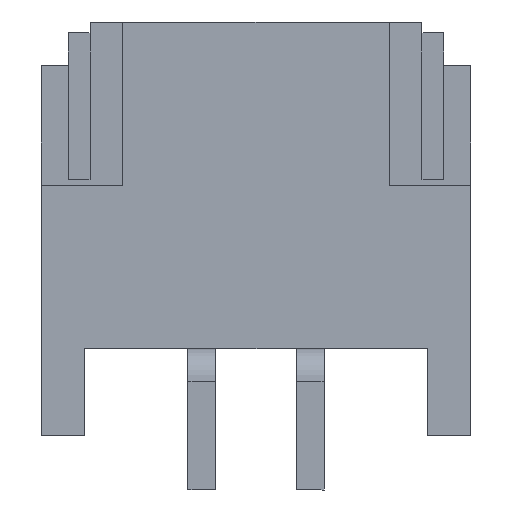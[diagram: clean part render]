
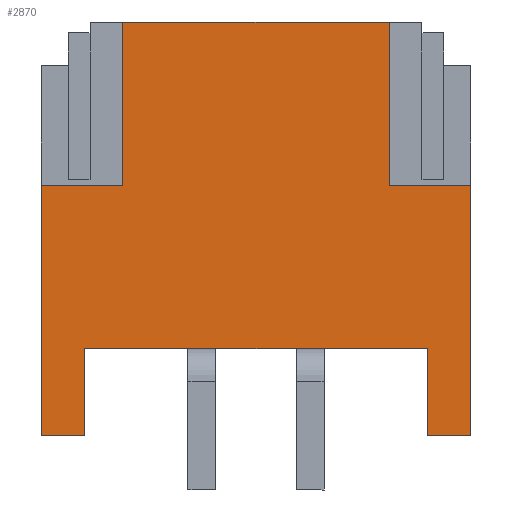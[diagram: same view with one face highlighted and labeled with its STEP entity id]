
A CAD part, front view. The second image highlights one B-rep face of the part: STEP entity #2870.
In plain terms, the highlighted planar face has unit normal (0, -1, 0).
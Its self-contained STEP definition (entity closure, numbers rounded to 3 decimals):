
#6 = EDGE_CURVE ( 'NONE', #3458, #2784, #1638, .T. ) ;
#61 = DIRECTION ( 'NONE',  ( 0., 0., 1. ) ) ;
#96 = CARTESIAN_POINT ( 'NONE',  ( -3.95, 0., -3.3 ) ) ;
#101 = VECTOR ( 'NONE', #1053, 1000. ) ;
#213 = CARTESIAN_POINT ( 'NONE',  ( -3.95, 0., -3.3 ) ) ;
#223 = DIRECTION ( 'NONE',  ( 0., 0., -1. ) ) ;
#230 = ORIENTED_EDGE ( 'NONE', *, *, #3121, .T. ) ;
#286 = CARTESIAN_POINT ( 'NONE',  ( 2.45, 0., 1.3 ) ) ;
#305 = DIRECTION ( 'NONE',  ( 0., 0., 1. ) ) ;
#315 = CARTESIAN_POINT ( 'NONE',  ( -3.95, 0., -3.3 ) ) ;
#425 = EDGE_LOOP ( 'NONE', ( #1989, #3168, #1133, #3198, #230, #1139, #2630, #575, #1245, #2593, #2694, #2199 ) ) ;
#434 = LINE ( 'NONE', #315, #761 ) ;
#535 = LINE ( 'NONE', #3499, #664 ) ;
#575 = ORIENTED_EDGE ( 'NONE', *, *, #696, .T. ) ;
#645 = VERTEX_POINT ( 'NONE', #3194 ) ;
#664 = VECTOR ( 'NONE', #223, 1000. ) ;
#692 = VERTEX_POINT ( 'NONE', #1209 ) ;
#696 = EDGE_CURVE ( 'NONE', #1712, #2999, #2181, .T. ) ;
#761 = VECTOR ( 'NONE', #1690, 1000. ) ;
#813 = EDGE_CURVE ( 'NONE', #2805, #992, #1408, .T. ) ;
#860 = CARTESIAN_POINT ( 'NONE',  ( 3.95, 0., 1.3 ) ) ;
#902 = DIRECTION ( 'NONE',  ( 0., 0., -1. ) ) ;
#992 = VERTEX_POINT ( 'NONE', #2358 ) ;
#1008 = FACE_OUTER_BOUND ( 'NONE', #425, .T. ) ;
#1027 = LINE ( 'NONE', #1979, #2793 ) ;
#1053 = DIRECTION ( 'NONE',  ( 0., 0., -1. ) ) ;
#1097 = LINE ( 'NONE', #2638, #3205 ) ;
#1117 = EDGE_CURVE ( 'NONE', #2714, #2779, #535, .T. ) ;
#1133 = ORIENTED_EDGE ( 'NONE', *, *, #1117, .T. ) ;
#1139 = ORIENTED_EDGE ( 'NONE', *, *, #1666, .T. ) ;
#1144 = VECTOR ( 'NONE', #2659, 1000. ) ;
#1209 = CARTESIAN_POINT ( 'NONE',  ( -3.95, 0., -3.3 ) ) ;
#1219 = CARTESIAN_POINT ( 'NONE',  ( -3.95, 0., -1.7 ) ) ;
#1245 = ORIENTED_EDGE ( 'NONE', *, *, #2167, .T. ) ;
#1408 = LINE ( 'NONE', #96, #1959 ) ;
#1451 = CARTESIAN_POINT ( 'NONE',  ( -3.95, 0., 1.3 ) ) ;
#1476 = DIRECTION ( 'NONE',  ( 0., 0., -1. ) ) ;
#1484 = EDGE_CURVE ( 'NONE', #645, #1712, #1684, .T. ) ;
#1527 = DIRECTION ( 'NONE',  ( 0., 0., 1. ) ) ;
#1571 = CARTESIAN_POINT ( 'NONE',  ( -3.95, 0., 1.3 ) ) ;
#1625 = EDGE_CURVE ( 'NONE', #992, #3458, #1027, .T. ) ;
#1638 = LINE ( 'NONE', #1451, #3017 ) ;
#1666 = EDGE_CURVE ( 'NONE', #692, #645, #434, .T. ) ;
#1684 = LINE ( 'NONE', #3048, #2704 ) ;
#1690 = DIRECTION ( 'NONE',  ( 1., 0., 0. ) ) ;
#1706 = AXIS2_PLACEMENT_3D ( 'NONE', #1726, #1737, #1476 ) ;
#1712 = VERTEX_POINT ( 'NONE', #1957 ) ;
#1714 = CARTESIAN_POINT ( 'NONE',  ( 2.45, 0., 4.3 ) ) ;
#1726 = CARTESIAN_POINT ( 'NONE',  ( -3.95, 0., -3.3 ) ) ;
#1737 = DIRECTION ( 'NONE',  ( 0., -1., 0. ) ) ;
#1926 = CARTESIAN_POINT ( 'NONE',  ( -2.45, 0., 4.3 ) ) ;
#1943 = EDGE_CURVE ( 'NONE', #2122, #2714, #2104, .T. ) ;
#1957 = CARTESIAN_POINT ( 'NONE',  ( -3.15, 0., -1.7 ) ) ;
#1959 = VECTOR ( 'NONE', #2840, 1000. ) ;
#1977 = DIRECTION ( 'NONE',  ( -1., 0., 0. ) ) ;
#1979 = CARTESIAN_POINT ( 'NONE',  ( 3.95, 0., -3.3 ) ) ;
#1989 = ORIENTED_EDGE ( 'NONE', *, *, #2922, .T. ) ;
#2010 = VECTOR ( 'NONE', #1977, 1000. ) ;
#2054 = VECTOR ( 'NONE', #902, 1000. ) ;
#2104 = LINE ( 'NONE', #3325, #2010 ) ;
#2122 = VERTEX_POINT ( 'NONE', #1714 ) ;
#2167 = EDGE_CURVE ( 'NONE', #2999, #2805, #2526, .T. ) ;
#2181 = LINE ( 'NONE', #1219, #3370 ) ;
#2199 = ORIENTED_EDGE ( 'NONE', *, *, #6, .T. ) ;
#2260 = LINE ( 'NONE', #1571, #1144 ) ;
#2358 = CARTESIAN_POINT ( 'NONE',  ( 3.95, 0., -3.3 ) ) ;
#2404 = EDGE_CURVE ( 'NONE', #2779, #3073, #2260, .T. ) ;
#2471 = CARTESIAN_POINT ( 'NONE',  ( 3.15, 0., -3.3 ) ) ;
#2509 = CARTESIAN_POINT ( 'NONE',  ( -2.45, 0., 1.3 ) ) ;
#2526 = LINE ( 'NONE', #2806, #2054 ) ;
#2548 = DIRECTION ( 'NONE',  ( -1., 0., 0. ) ) ;
#2593 = ORIENTED_EDGE ( 'NONE', *, *, #813, .T. ) ;
#2630 = ORIENTED_EDGE ( 'NONE', *, *, #1484, .T. ) ;
#2638 = CARTESIAN_POINT ( 'NONE',  ( 2.45, 0., -3.3 ) ) ;
#2659 = DIRECTION ( 'NONE',  ( -1., 0., 0. ) ) ;
#2694 = ORIENTED_EDGE ( 'NONE', *, *, #1625, .T. ) ;
#2704 = VECTOR ( 'NONE', #305, 1000. ) ;
#2714 = VERTEX_POINT ( 'NONE', #1926 ) ;
#2779 = VERTEX_POINT ( 'NONE', #2509 ) ;
#2784 = VERTEX_POINT ( 'NONE', #286 ) ;
#2793 = VECTOR ( 'NONE', #61, 1000. ) ;
#2805 = VERTEX_POINT ( 'NONE', #2471 ) ;
#2806 = CARTESIAN_POINT ( 'NONE',  ( 3.15, 0., -1.7 ) ) ;
#2840 = DIRECTION ( 'NONE',  ( 1., 0., 0. ) ) ;
#2870 = ADVANCED_FACE ( 'NONE', ( #1008 ), #3095, .T. ) ;
#2910 = CARTESIAN_POINT ( 'NONE',  ( 3.15, 0., -1.7 ) ) ;
#2922 = EDGE_CURVE ( 'NONE', #2784, #2122, #1097, .T. ) ;
#2999 = VERTEX_POINT ( 'NONE', #2910 ) ;
#3017 = VECTOR ( 'NONE', #2548, 1000. ) ;
#3048 = CARTESIAN_POINT ( 'NONE',  ( -3.15, 0., -1.7 ) ) ;
#3073 = VERTEX_POINT ( 'NONE', #3145 ) ;
#3095 = PLANE ( 'NONE',  #1706 ) ;
#3121 = EDGE_CURVE ( 'NONE', #3073, #692, #3272, .T. ) ;
#3145 = CARTESIAN_POINT ( 'NONE',  ( -3.95, 0., 1.3 ) ) ;
#3163 = DIRECTION ( 'NONE',  ( 1., 0., 0. ) ) ;
#3168 = ORIENTED_EDGE ( 'NONE', *, *, #1943, .T. ) ;
#3194 = CARTESIAN_POINT ( 'NONE',  ( -3.15, 0., -3.3 ) ) ;
#3198 = ORIENTED_EDGE ( 'NONE', *, *, #2404, .T. ) ;
#3205 = VECTOR ( 'NONE', #1527, 1000. ) ;
#3272 = LINE ( 'NONE', #213, #101 ) ;
#3325 = CARTESIAN_POINT ( 'NONE',  ( -3.95, 0., 4.3 ) ) ;
#3370 = VECTOR ( 'NONE', #3163, 1000. ) ;
#3458 = VERTEX_POINT ( 'NONE', #860 ) ;
#3499 = CARTESIAN_POINT ( 'NONE',  ( -2.45, 0., -3.3 ) ) ;
